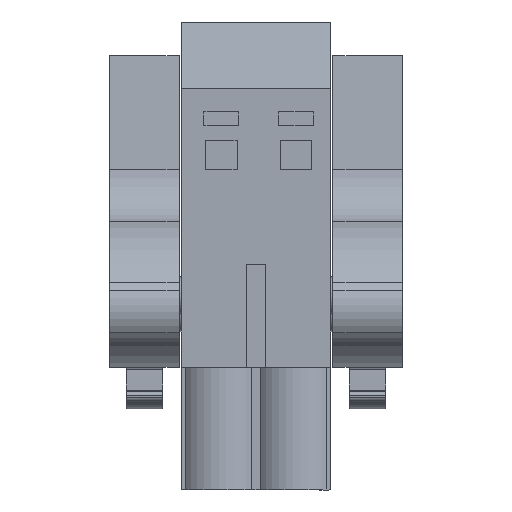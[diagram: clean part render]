
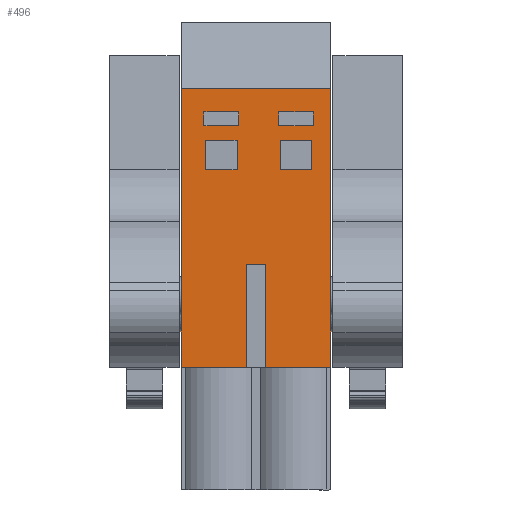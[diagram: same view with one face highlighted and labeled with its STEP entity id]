
A CAD part, front view. The second image highlights one B-rep face of the part: STEP entity #496.
In plain terms, the highlighted planar face has unit normal (0, -1, 0).
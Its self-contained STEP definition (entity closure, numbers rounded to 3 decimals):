
#317=AXIS2_PLACEMENT_3D('Plane Axis2P3D',#314,#315,#316) ;
#42=CARTESIAN_POINT('Vertex',(4.85,0.804,8.35)) ;
#45=CARTESIAN_POINT('Line Origine',(4.85,0.804,17.825)) ;
#49=CARTESIAN_POINT('Vertex',(4.85,0.804,27.3)) ;
#211=CARTESIAN_POINT('Vertex',(15.01,0.804,8.35)) ;
#214=CARTESIAN_POINT('Line Origine',(12.783,0.804,8.35)) ;
#218=CARTESIAN_POINT('Vertex',(10.555,0.804,8.35)) ;
#267=CARTESIAN_POINT('Vertex',(9.305,0.804,8.35)) ;
#270=CARTESIAN_POINT('Line Origine',(7.078,0.804,8.35)) ;
#314=CARTESIAN_POINT('Axis2P3D Location',(4.85,0.804,8.35)) ;
#319=CARTESIAN_POINT('Line Origine',(10.555,0.804,11.851)) ;
#323=CARTESIAN_POINT('Vertex',(10.555,0.804,15.351)) ;
#326=CARTESIAN_POINT('Line Origine',(15.01,0.804,17.825)) ;
#330=CARTESIAN_POINT('Vertex',(15.01,0.804,27.3)) ;
#333=CARTESIAN_POINT('Line Origine',(9.93,0.804,27.3)) ;
#338=CARTESIAN_POINT('Line Origine',(9.305,0.804,11.851)) ;
#342=CARTESIAN_POINT('Vertex',(9.305,0.804,15.351)) ;
#345=CARTESIAN_POINT('Line Origine',(9.93,0.804,15.351)) ;
#360=CARTESIAN_POINT('Line Origine',(13.827,0.804,25.225)) ;
#364=CARTESIAN_POINT('Vertex',(13.827,0.804,25.7)) ;
#366=CARTESIAN_POINT('Vertex',(13.827,0.804,24.75)) ;
#369=CARTESIAN_POINT('Line Origine',(12.65,0.804,24.75)) ;
#373=CARTESIAN_POINT('Vertex',(11.473,0.804,24.75)) ;
#376=CARTESIAN_POINT('Line Origine',(11.473,0.804,25.225)) ;
#380=CARTESIAN_POINT('Vertex',(11.473,0.804,25.7)) ;
#383=CARTESIAN_POINT('Line Origine',(12.65,0.804,25.7)) ;
#394=CARTESIAN_POINT('Line Origine',(11.577,0.804,22.75)) ;
#398=CARTESIAN_POINT('Vertex',(11.578,0.804,23.75)) ;
#400=CARTESIAN_POINT('Vertex',(11.575,0.804,21.75)) ;
#403=CARTESIAN_POINT('Line Origine',(12.65,0.804,23.75)) ;
#407=CARTESIAN_POINT('Vertex',(13.722,0.804,23.75)) ;
#410=CARTESIAN_POINT('Line Origine',(13.723,0.804,22.75)) ;
#414=CARTESIAN_POINT('Vertex',(13.725,0.804,21.75)) ;
#417=CARTESIAN_POINT('Line Origine',(12.65,0.804,21.75)) ;
#428=CARTESIAN_POINT('Line Origine',(7.57,0.804,24.75)) ;
#432=CARTESIAN_POINT('Vertex',(6.393,0.804,24.75)) ;
#434=CARTESIAN_POINT('Vertex',(8.747,0.804,24.75)) ;
#437=CARTESIAN_POINT('Line Origine',(6.393,0.804,25.225)) ;
#441=CARTESIAN_POINT('Vertex',(6.393,0.804,25.7)) ;
#444=CARTESIAN_POINT('Line Origine',(7.57,0.804,25.7)) ;
#448=CARTESIAN_POINT('Vertex',(8.747,0.804,25.7)) ;
#451=CARTESIAN_POINT('Line Origine',(8.747,0.804,25.225)) ;
#462=CARTESIAN_POINT('Line Origine',(8.643,0.804,22.75)) ;
#466=CARTESIAN_POINT('Vertex',(8.645,0.804,21.75)) ;
#468=CARTESIAN_POINT('Vertex',(8.642,0.804,23.75)) ;
#471=CARTESIAN_POINT('Line Origine',(7.57,0.804,21.75)) ;
#475=CARTESIAN_POINT('Vertex',(6.495,0.804,21.75)) ;
#478=CARTESIAN_POINT('Line Origine',(6.497,0.804,22.75)) ;
#482=CARTESIAN_POINT('Vertex',(6.498,0.804,23.75)) ;
#485=CARTESIAN_POINT('Line Origine',(7.57,0.804,23.75)) ;
#46=DIRECTION('Vector Direction',(0.,0.,1.)) ;
#215=DIRECTION('Vector Direction',(1.,0.,0.)) ;
#271=DIRECTION('Vector Direction',(1.,0.,0.)) ;
#315=DIRECTION('Axis2P3D Direction',(0.,1.,0.)) ;
#316=DIRECTION('Axis2P3D XDirection',(0.,0.,1.)) ;
#320=DIRECTION('Vector Direction',(0.,0.,1.)) ;
#327=DIRECTION('Vector Direction',(0.,0.,1.)) ;
#334=DIRECTION('Vector Direction',(1.,0.,0.)) ;
#339=DIRECTION('Vector Direction',(0.,0.,1.)) ;
#346=DIRECTION('Vector Direction',(-1.,0.,0.)) ;
#361=DIRECTION('Vector Direction',(0.,0.,-1.)) ;
#370=DIRECTION('Vector Direction',(-1.,0.,0.)) ;
#377=DIRECTION('Vector Direction',(0.,0.,-1.)) ;
#384=DIRECTION('Vector Direction',(-1.,0.,0.)) ;
#395=DIRECTION('Vector Direction',(0.002,0.,1.)) ;
#404=DIRECTION('Vector Direction',(1.,0.,0.)) ;
#411=DIRECTION('Vector Direction',(0.002,0.,-1.)) ;
#418=DIRECTION('Vector Direction',(-1.,0.,0.)) ;
#429=DIRECTION('Vector Direction',(-1.,0.,0.)) ;
#438=DIRECTION('Vector Direction',(0.,0.,-1.)) ;
#445=DIRECTION('Vector Direction',(-1.,0.,0.)) ;
#452=DIRECTION('Vector Direction',(0.,0.,-1.)) ;
#463=DIRECTION('Vector Direction',(0.002,0.,-1.)) ;
#472=DIRECTION('Vector Direction',(-1.,0.,0.)) ;
#479=DIRECTION('Vector Direction',(0.002,0.,1.)) ;
#486=DIRECTION('Vector Direction',(1.,0.,0.)) ;
#47=VECTOR('Line Direction',#46,1.) ;
#216=VECTOR('Line Direction',#215,1.) ;
#272=VECTOR('Line Direction',#271,1.) ;
#321=VECTOR('Line Direction',#320,1.) ;
#328=VECTOR('Line Direction',#327,1.) ;
#335=VECTOR('Line Direction',#334,1.) ;
#340=VECTOR('Line Direction',#339,1.) ;
#347=VECTOR('Line Direction',#346,1.) ;
#362=VECTOR('Line Direction',#361,1.) ;
#371=VECTOR('Line Direction',#370,1.) ;
#378=VECTOR('Line Direction',#377,1.) ;
#385=VECTOR('Line Direction',#384,1.) ;
#396=VECTOR('Line Direction',#395,1.) ;
#405=VECTOR('Line Direction',#404,1.) ;
#412=VECTOR('Line Direction',#411,1.) ;
#419=VECTOR('Line Direction',#418,1.) ;
#430=VECTOR('Line Direction',#429,1.) ;
#439=VECTOR('Line Direction',#438,1.) ;
#446=VECTOR('Line Direction',#445,1.) ;
#453=VECTOR('Line Direction',#452,1.) ;
#464=VECTOR('Line Direction',#463,1.) ;
#473=VECTOR('Line Direction',#472,1.) ;
#480=VECTOR('Line Direction',#479,1.) ;
#487=VECTOR('Line Direction',#486,1.) ;
#351=ORIENTED_EDGE('',*,*,#325,.F.) ;
#352=ORIENTED_EDGE('',*,*,#220,.T.) ;
#353=ORIENTED_EDGE('',*,*,#332,.T.) ;
#354=ORIENTED_EDGE('',*,*,#337,.F.) ;
#355=ORIENTED_EDGE('',*,*,#51,.F.) ;
#356=ORIENTED_EDGE('',*,*,#274,.T.) ;
#357=ORIENTED_EDGE('',*,*,#344,.T.) ;
#358=ORIENTED_EDGE('',*,*,#349,.F.) ;
#389=ORIENTED_EDGE('',*,*,#368,.T.) ;
#390=ORIENTED_EDGE('',*,*,#375,.F.) ;
#391=ORIENTED_EDGE('',*,*,#382,.F.) ;
#392=ORIENTED_EDGE('',*,*,#387,.T.) ;
#423=ORIENTED_EDGE('',*,*,#402,.F.) ;
#424=ORIENTED_EDGE('',*,*,#409,.F.) ;
#425=ORIENTED_EDGE('',*,*,#416,.F.) ;
#426=ORIENTED_EDGE('',*,*,#421,.F.) ;
#457=ORIENTED_EDGE('',*,*,#436,.F.) ;
#458=ORIENTED_EDGE('',*,*,#443,.F.) ;
#459=ORIENTED_EDGE('',*,*,#450,.T.) ;
#460=ORIENTED_EDGE('',*,*,#455,.T.) ;
#491=ORIENTED_EDGE('',*,*,#470,.F.) ;
#492=ORIENTED_EDGE('',*,*,#477,.F.) ;
#493=ORIENTED_EDGE('',*,*,#484,.F.) ;
#494=ORIENTED_EDGE('',*,*,#489,.F.) ;
#393=FACE_BOUND('',#388,.T.) ;
#427=FACE_BOUND('',#422,.T.) ;
#461=FACE_BOUND('',#456,.T.) ;
#495=FACE_BOUND('',#490,.T.) ;
#496=ADVANCED_FACE('HOUSING',(#359,#393,#427,#461,#495),#318,.F.) ;
#51=EDGE_CURVE('',#43,#50,#48,.T.) ;
#220=EDGE_CURVE('',#219,#212,#217,.T.) ;
#274=EDGE_CURVE('',#43,#268,#273,.T.) ;
#325=EDGE_CURVE('',#219,#324,#322,.T.) ;
#332=EDGE_CURVE('',#212,#331,#329,.T.) ;
#337=EDGE_CURVE('',#50,#331,#336,.T.) ;
#344=EDGE_CURVE('',#268,#343,#341,.T.) ;
#349=EDGE_CURVE('',#324,#343,#348,.T.) ;
#368=EDGE_CURVE('',#365,#367,#363,.T.) ;
#375=EDGE_CURVE('',#374,#367,#372,.F.) ;
#382=EDGE_CURVE('',#381,#374,#379,.T.) ;
#387=EDGE_CURVE('',#381,#365,#386,.F.) ;
#402=EDGE_CURVE('',#399,#401,#397,.F.) ;
#409=EDGE_CURVE('',#408,#399,#406,.F.) ;
#416=EDGE_CURVE('',#415,#408,#413,.F.) ;
#421=EDGE_CURVE('',#401,#415,#420,.F.) ;
#436=EDGE_CURVE('',#433,#435,#431,.F.) ;
#443=EDGE_CURVE('',#442,#433,#440,.T.) ;
#450=EDGE_CURVE('',#442,#449,#447,.F.) ;
#455=EDGE_CURVE('',#449,#435,#454,.T.) ;
#470=EDGE_CURVE('',#467,#469,#465,.F.) ;
#477=EDGE_CURVE('',#476,#467,#474,.F.) ;
#484=EDGE_CURVE('',#483,#476,#481,.F.) ;
#489=EDGE_CURVE('',#469,#483,#488,.F.) ;
#350=EDGE_LOOP('',(#351,#352,#353,#354,#355,#356,#357,#358)) ;
#388=EDGE_LOOP('',(#389,#390,#391,#392)) ;
#422=EDGE_LOOP('',(#423,#424,#425,#426)) ;
#456=EDGE_LOOP('',(#457,#458,#459,#460)) ;
#490=EDGE_LOOP('',(#491,#492,#493,#494)) ;
#359=FACE_OUTER_BOUND('',#350,.T.) ;
#48=LINE('Line',#45,#47) ;
#217=LINE('Line',#214,#216) ;
#273=LINE('Line',#270,#272) ;
#322=LINE('Line',#319,#321) ;
#329=LINE('Line',#326,#328) ;
#336=LINE('Line',#333,#335) ;
#341=LINE('Line',#338,#340) ;
#348=LINE('Line',#345,#347) ;
#363=LINE('Line',#360,#362) ;
#372=LINE('Line',#369,#371) ;
#379=LINE('Line',#376,#378) ;
#386=LINE('Line',#383,#385) ;
#397=LINE('Line',#394,#396) ;
#406=LINE('Line',#403,#405) ;
#413=LINE('Line',#410,#412) ;
#420=LINE('Line',#417,#419) ;
#431=LINE('Line',#428,#430) ;
#440=LINE('Line',#437,#439) ;
#447=LINE('Line',#444,#446) ;
#454=LINE('Line',#451,#453) ;
#465=LINE('Line',#462,#464) ;
#474=LINE('Line',#471,#473) ;
#481=LINE('Line',#478,#480) ;
#488=LINE('Line',#485,#487) ;
#318=PLANE('',#317) ;
#43=VERTEX_POINT('',#42) ;
#50=VERTEX_POINT('',#49) ;
#212=VERTEX_POINT('',#211) ;
#219=VERTEX_POINT('',#218) ;
#268=VERTEX_POINT('',#267) ;
#324=VERTEX_POINT('',#323) ;
#331=VERTEX_POINT('',#330) ;
#343=VERTEX_POINT('',#342) ;
#365=VERTEX_POINT('',#364) ;
#367=VERTEX_POINT('',#366) ;
#374=VERTEX_POINT('',#373) ;
#381=VERTEX_POINT('',#380) ;
#399=VERTEX_POINT('',#398) ;
#401=VERTEX_POINT('',#400) ;
#408=VERTEX_POINT('',#407) ;
#415=VERTEX_POINT('',#414) ;
#433=VERTEX_POINT('',#432) ;
#435=VERTEX_POINT('',#434) ;
#442=VERTEX_POINT('',#441) ;
#449=VERTEX_POINT('',#448) ;
#467=VERTEX_POINT('',#466) ;
#469=VERTEX_POINT('',#468) ;
#476=VERTEX_POINT('',#475) ;
#483=VERTEX_POINT('',#482) ;
